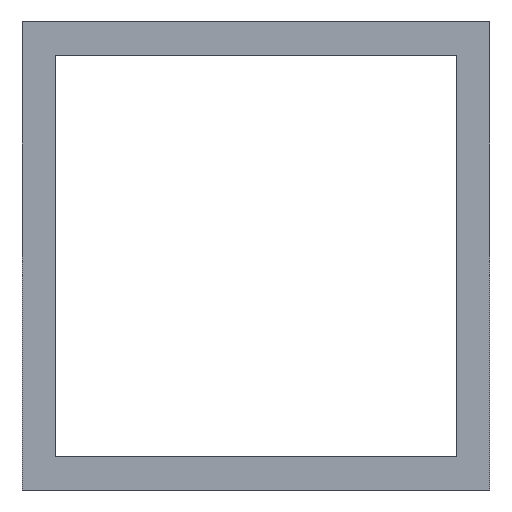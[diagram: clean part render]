
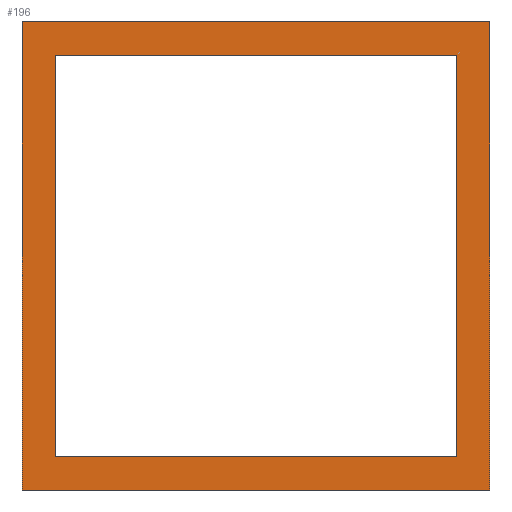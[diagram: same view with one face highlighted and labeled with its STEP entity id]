
A CAD part, left-side view. The second image highlights one B-rep face of the part: STEP entity #196.
In plain terms, the highlighted planar face has unit normal (-1, 0, 0).
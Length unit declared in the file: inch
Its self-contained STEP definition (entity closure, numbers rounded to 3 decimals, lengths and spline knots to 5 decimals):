
#14=FACE_BOUND('',#28,.T.);
#17=FACE_OUTER_BOUND('',#27,.T.);
#27=EDGE_LOOP('',(#130,#131,#132,#133));
#28=EDGE_LOOP('',(#134,#135,#136,#137));
#39=LINE('',#287,#63);
#42=LINE('',#293,#66);
#43=LINE('',#295,#67);
#44=LINE('',#296,#68);
#45=LINE('',#299,#69);
#46=LINE('',#301,#70);
#47=LINE('',#303,#71);
#48=LINE('',#304,#72);
#63=VECTOR('',#240,39.37008);
#66=VECTOR('',#245,39.37008);
#67=VECTOR('',#246,39.37008);
#68=VECTOR('',#247,39.37008);
#69=VECTOR('',#248,39.37008);
#70=VECTOR('',#249,39.37008);
#71=VECTOR('',#250,39.37008);
#72=VECTOR('',#251,39.37008);
#87=VERTEX_POINT('',#284);
#88=VERTEX_POINT('',#286);
#90=VERTEX_POINT('',#292);
#91=VERTEX_POINT('',#294);
#92=VERTEX_POINT('',#297);
#93=VERTEX_POINT('',#298);
#94=VERTEX_POINT('',#300);
#95=VERTEX_POINT('',#302);
#103=EDGE_CURVE('',#87,#88,#39,.T.);
#106=EDGE_CURVE('',#87,#90,#42,.T.);
#107=EDGE_CURVE('',#90,#91,#43,.T.);
#108=EDGE_CURVE('',#91,#88,#44,.T.);
#109=EDGE_CURVE('',#92,#93,#45,.T.);
#110=EDGE_CURVE('',#93,#94,#46,.T.);
#111=EDGE_CURVE('',#94,#95,#47,.T.);
#112=EDGE_CURVE('',#95,#92,#48,.T.);
#130=ORIENTED_EDGE('',*,*,#106,.T.);
#131=ORIENTED_EDGE('',*,*,#107,.T.);
#132=ORIENTED_EDGE('',*,*,#108,.T.);
#133=ORIENTED_EDGE('',*,*,#103,.F.);
#134=ORIENTED_EDGE('',*,*,#109,.T.);
#135=ORIENTED_EDGE('',*,*,#110,.T.);
#136=ORIENTED_EDGE('',*,*,#111,.T.);
#137=ORIENTED_EDGE('',*,*,#112,.T.);
#175=PLANE('',#226);
#196=ADVANCED_FACE('',(#17,#14),#175,.T.);
#226=AXIS2_PLACEMENT_3D('',#291,#243,#244);
#240=DIRECTION('',(0.,0.,-1.));
#243=DIRECTION('center_axis',(-1.,0.,0.));
#244=DIRECTION('ref_axis',(0.,0.,1.));
#245=DIRECTION('',(0.,1.,0.));
#246=DIRECTION('',(0.,0.,-1.));
#247=DIRECTION('',(0.,-1.,0.));
#248=DIRECTION('',(0.,0.,1.));
#249=DIRECTION('',(0.,-1.,0.));
#250=DIRECTION('',(0.,0.,-1.));
#251=DIRECTION('',(0.,1.,0.));
#284=CARTESIAN_POINT('',(10.375,-33.,1.75));
#286=CARTESIAN_POINT('',(10.375,-33.,0.));
#287=CARTESIAN_POINT('',(10.375,-33.,1.75));
#291=CARTESIAN_POINT('Origin',(10.375,-32.125,1.75));
#292=CARTESIAN_POINT('',(10.375,-31.25,1.75));
#293=CARTESIAN_POINT('',(10.375,-32.125,1.75));
#294=CARTESIAN_POINT('',(10.375,-31.25,0.));
#295=CARTESIAN_POINT('',(10.375,-31.25,1.75));
#296=CARTESIAN_POINT('',(10.375,-32.125,0.));
#297=CARTESIAN_POINT('',(10.375,-31.375,0.125));
#298=CARTESIAN_POINT('',(10.375,-31.375,1.625));
#299=CARTESIAN_POINT('',(10.375,-31.375,1.75));
#300=CARTESIAN_POINT('',(10.375,-32.875,1.625));
#301=CARTESIAN_POINT('',(10.375,-32.125,1.625));
#302=CARTESIAN_POINT('',(10.375,-32.875,0.125));
#303=CARTESIAN_POINT('',(10.375,-32.875,1.75));
#304=CARTESIAN_POINT('',(10.375,-32.125,0.125));
